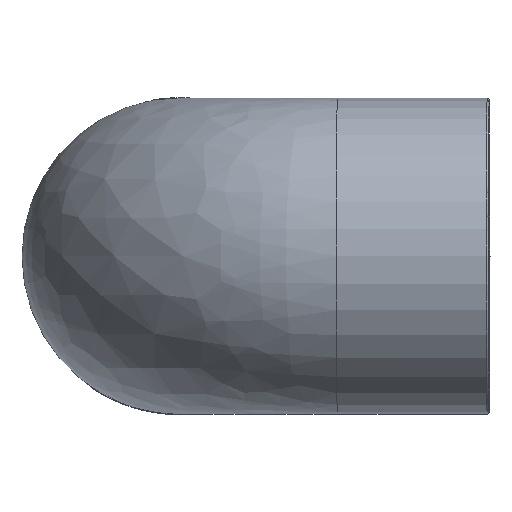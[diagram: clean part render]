
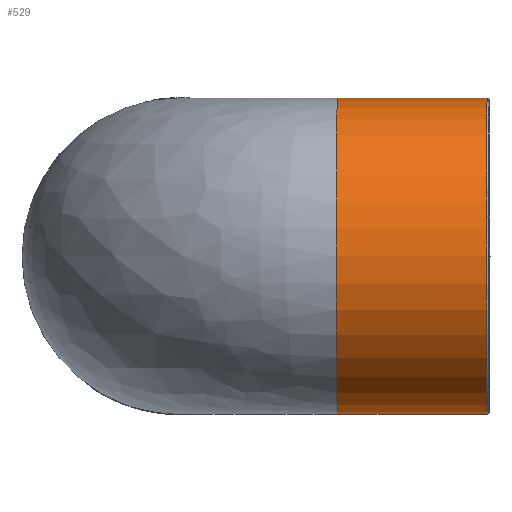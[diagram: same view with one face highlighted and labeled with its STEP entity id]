
A CAD part, front view. The second image highlights one B-rep face of the part: STEP entity #529.
In plain terms, the highlighted cylindrical face has radius 90.18 mm (diameter 180.359 mm), a full revolution.
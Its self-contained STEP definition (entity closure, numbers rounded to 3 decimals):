
#347=CYLINDRICAL_SURFACE('',#9535,90.179);
#422=FACE_BOUND('',#1717,.T.);
#423=FACE_BOUND('',#1718,.T.);
#529=ADVANCED_FACE('',(#422,#423),#347,.T.);
#1717=EDGE_LOOP('',(#3343));
#1718=EDGE_LOOP('',(#3344,#3345,#3346,#3347));
#2285=B_SPLINE_CURVE_WITH_KNOTS('',3,(#12728,#12729,#12730,#12731),
 .UNSPECIFIED.,.F.,.F.,(4,4),(0.,1.),.UNSPECIFIED.);
#2286=B_SPLINE_CURVE_WITH_KNOTS('',3,(#12736,#12737,#12738,#12739),
 .UNSPECIFIED.,.F.,.F.,(4,4),(0.,1.),.UNSPECIFIED.);
#3024=CIRCLE('',#9532,90.179);
#3025=CIRCLE('',#9533,90.179);
#3026=CIRCLE('',#9534,90.179);
#3343=ORIENTED_EDGE('',*,*,#6910,.F.);
#3344=ORIENTED_EDGE('',*,*,#6911,.F.);
#3345=ORIENTED_EDGE('',*,*,#6912,.F.);
#3346=ORIENTED_EDGE('',*,*,#6913,.F.);
#3347=ORIENTED_EDGE('',*,*,#6914,.T.);
#5989=VERTEX_POINT('',#12727);
#5990=VERTEX_POINT('',#12732);
#5991=VERTEX_POINT('',#12733);
#5992=VERTEX_POINT('',#12735);
#5993=VERTEX_POINT('',#12740);
#6910=EDGE_CURVE('',#5989,#5989,#3024,.T.);
#6911=EDGE_CURVE('',#5990,#5991,#2285,.T.);
#6912=EDGE_CURVE('',#5992,#5990,#3025,.T.);
#6913=EDGE_CURVE('',#5993,#5992,#2286,.T.);
#6914=EDGE_CURVE('',#5993,#5991,#3026,.T.);
#9532=AXIS2_PLACEMENT_3D('',#12726,#10311,#10312);
#9533=AXIS2_PLACEMENT_3D('',#12734,#10313,#10314);
#9534=AXIS2_PLACEMENT_3D('',#12741,#10315,#10316);
#9535=AXIS2_PLACEMENT_3D('',#12742,#10317,#10318);
#10311=DIRECTION('',(1.,-0.004,0.));
#10312=DIRECTION('',(-0.004,-1.,0.));
#10313=DIRECTION('',(-1.,0.004,0.));
#10314=DIRECTION('',(-0.004,-1.,0.));
#10315=DIRECTION('',(1.,-0.004,0.));
#10316=DIRECTION('',(-0.004,-1.,0.));
#10317=DIRECTION('',(-1.,0.004,0.));
#10318=DIRECTION('',(0.004,1.,0.));
#12726=CARTESIAN_POINT('',(6274.044,823.186,0.));
#12727=CARTESIAN_POINT('',(6273.651,733.008,0.));
#12728=CARTESIAN_POINT('',(6193.446,823.538,-90.179));
#12729=CARTESIAN_POINT('',(6191.792,823.547,-90.179));
#12730=CARTESIAN_POINT('',(6190.137,823.574,-90.179));
#12731=CARTESIAN_POINT('',(6188.483,823.624,-90.179));
#12732=CARTESIAN_POINT('',(6193.446,823.538,-90.179));
#12733=CARTESIAN_POINT('',(6188.483,823.624,-90.179));
#12734=CARTESIAN_POINT('',(6193.446,823.538,0.));
#12735=CARTESIAN_POINT('',(6193.446,823.538,90.179));
#12736=CARTESIAN_POINT('',(6188.483,823.624,90.179));
#12737=CARTESIAN_POINT('',(6190.137,823.574,90.179));
#12738=CARTESIAN_POINT('',(6191.792,823.547,90.179));
#12739=CARTESIAN_POINT('',(6193.446,823.538,90.179));
#12740=CARTESIAN_POINT('',(6188.483,823.624,90.179));
#12741=CARTESIAN_POINT('',(6188.483,823.56,0.));
#12742=CARTESIAN_POINT('',(6098.697,823.952,0.));
